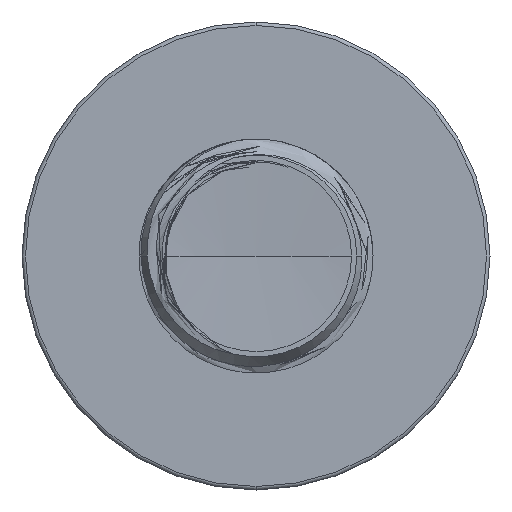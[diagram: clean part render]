
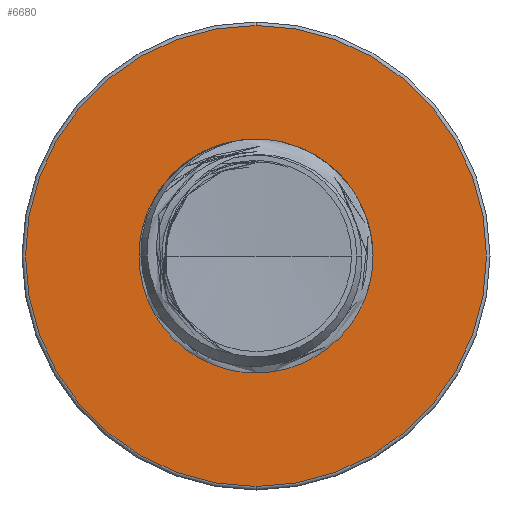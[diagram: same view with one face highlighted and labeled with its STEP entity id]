
A CAD part, front view. The second image highlights one B-rep face of the part: STEP entity #6680.
In plain terms, the highlighted planar face has unit normal (0, -1, 0).
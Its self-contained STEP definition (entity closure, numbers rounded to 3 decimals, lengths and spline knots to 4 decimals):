
#643 = CARTESIAN_POINT ( 'NONE',  ( 0., 9., 1.2028 ) ) ;
#1095 = CIRCLE ( 'NONE', #30590, 2.4625 ) ;
#1136 = ORIENTED_EDGE ( 'NONE', *, *, #8301, .F. ) ;
#3089 = AXIS2_PLACEMENT_3D ( 'NONE', #27870, #27876, #11646 ) ;
#3680 = EDGE_CURVE ( 'NONE', #8499, #30714, #16998, .T. ) ;
#3798 = CIRCLE ( 'NONE', #26644, 1.2028 ) ;
#6680 = ADVANCED_FACE ( 'NONE', ( #10722, #9884 ), #22038, .T. ) ;
#7630 = DIRECTION ( 'NONE',  ( 0., -1., 0. ) ) ;
#7707 = DIRECTION ( 'NONE',  ( 0., -1., 0. ) ) ;
#8301 = EDGE_CURVE ( 'NONE', #11351, #9536, #3798, .T. ) ;
#8499 = VERTEX_POINT ( 'NONE', #34215 ) ;
#8694 = DIRECTION ( 'NONE',  ( 0., 0., -1. ) ) ;
#9536 = VERTEX_POINT ( 'NONE', #33047 ) ;
#9884 = FACE_BOUND ( 'NONE', #30842, .T. ) ;
#10447 = DIRECTION ( 'NONE',  ( 0., -1., 0. ) ) ;
#10722 = FACE_OUTER_BOUND ( 'NONE', #21886, .T. ) ;
#11351 = VERTEX_POINT ( 'NONE', #23331 ) ;
#11646 = DIRECTION ( 'NONE',  ( 0., 0., -1. ) ) ;
#13679 = ORIENTED_EDGE ( 'NONE', *, *, #17725, .T. ) ;
#14947 = CIRCLE ( 'NONE', #20630, 1.2028 ) ;
#16370 = EDGE_CURVE ( 'NONE', #9536, #11351, #14947, .T. ) ;
#16998 = CIRCLE ( 'NONE', #3089, 2.4625 ) ;
#17725 = EDGE_CURVE ( 'NONE', #30714, #8499, #1095, .T. ) ;
#19989 = ORIENTED_EDGE ( 'NONE', *, *, #3680, .T. ) ;
#20630 = AXIS2_PLACEMENT_3D ( 'NONE', #23744, #7707, #26336 ) ;
#21886 = EDGE_LOOP ( 'NONE', ( #19989, #13679 ) ) ;
#22038 = PLANE ( 'NONE',  #29707 ) ;
#23331 = CARTESIAN_POINT ( 'NONE',  ( 0., 9., 1.2028 ) ) ;
#23684 = CARTESIAN_POINT ( 'NONE',  ( 0., 9., 0. ) ) ;
#23744 = CARTESIAN_POINT ( 'NONE',  ( 0., 9., 0. ) ) ;
#24028 = CARTESIAN_POINT ( 'NONE',  ( 0., 9., 2.4625 ) ) ;
#24628 = DIRECTION ( 'NONE',  ( 0., -1., 0. ) ) ;
#26266 = DIRECTION ( 'NONE',  ( 0., 0., -1. ) ) ;
#26291 = CARTESIAN_POINT ( 'NONE',  ( 0., 9., 0. ) ) ;
#26336 = DIRECTION ( 'NONE',  ( 0., 0., -1. ) ) ;
#26644 = AXIS2_PLACEMENT_3D ( 'NONE', #23684, #7630, #26266 ) ;
#27870 = CARTESIAN_POINT ( 'NONE',  ( 0., 9., 0. ) ) ;
#27876 = DIRECTION ( 'NONE',  ( 0., -1., 0. ) ) ;
#28575 = ORIENTED_EDGE ( 'NONE', *, *, #16370, .F. ) ;
#28943 = DIRECTION ( 'NONE',  ( 0., 0., -1. ) ) ;
#29707 = AXIS2_PLACEMENT_3D ( 'NONE', #643, #24628, #8694 ) ;
#30590 = AXIS2_PLACEMENT_3D ( 'NONE', #26291, #10447, #28943 ) ;
#30714 = VERTEX_POINT ( 'NONE', #24028 ) ;
#30842 = EDGE_LOOP ( 'NONE', ( #28575, #1136 ) ) ;
#33047 = CARTESIAN_POINT ( 'NONE',  ( 0., 9., -1.2028 ) ) ;
#34215 = CARTESIAN_POINT ( 'NONE',  ( 0., 9., -2.4625 ) ) ;
